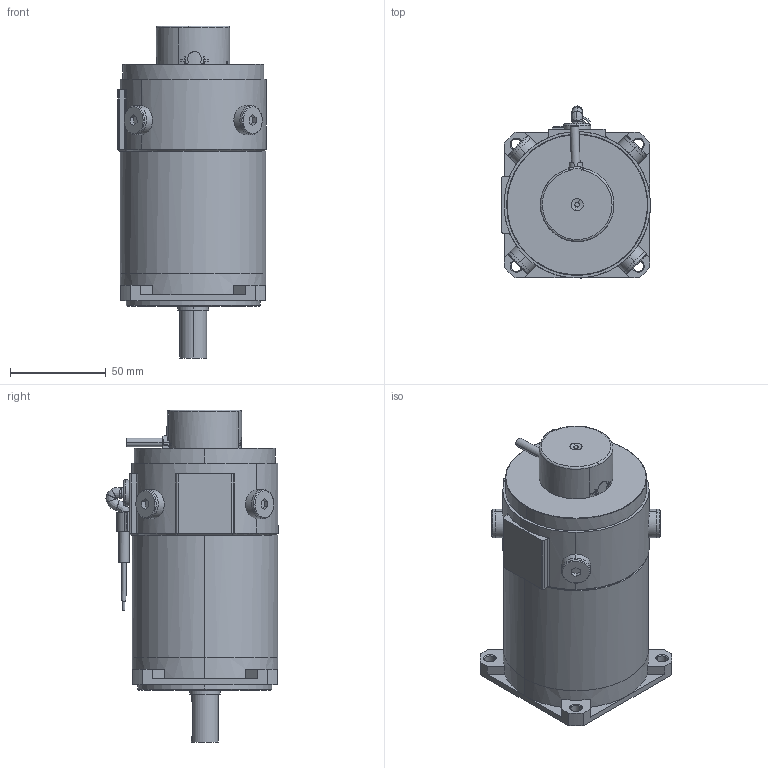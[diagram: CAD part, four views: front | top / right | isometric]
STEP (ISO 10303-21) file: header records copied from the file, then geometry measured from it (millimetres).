
FILE_DESCRIPTION (( 'STEP AP214' ), '1' );
FILE_NAME ('7DA30-7SE3E.STEP', '2024-05-03T11:35:42', ( '' ), ( '' ), 'SwSTEP 2.0', 'SolidWorks 2023', '' );
FILE_SCHEMA (( 'AUTOMOTIVE_DESIGN' ));
Length unit declared in the file: millimetre
Products named in the file (1): 7DA30-7SE3E
Bounding box: 77.75 x 89.85 x 173.4 mm (x, y, z)
Volume: 611005.6 mm3; surface area: 53806.6 mm2
Topology: 4 solids, 4 shells, 408 faces, 1091 edges, 697 vertices
Faces by surface type: plane 202, cylinder 138, cone 43, bspline 23, torus 2
Entity records: 16782 total; most frequent: CARTESIAN_POINT 6649, ORIENTED_EDGE 2174, DIRECTION 2050, EDGE_CURVE 1087, AXIS2_PLACEMENT_3D 737, VERTEX_POINT 697, LINE 576, VECTOR 576
